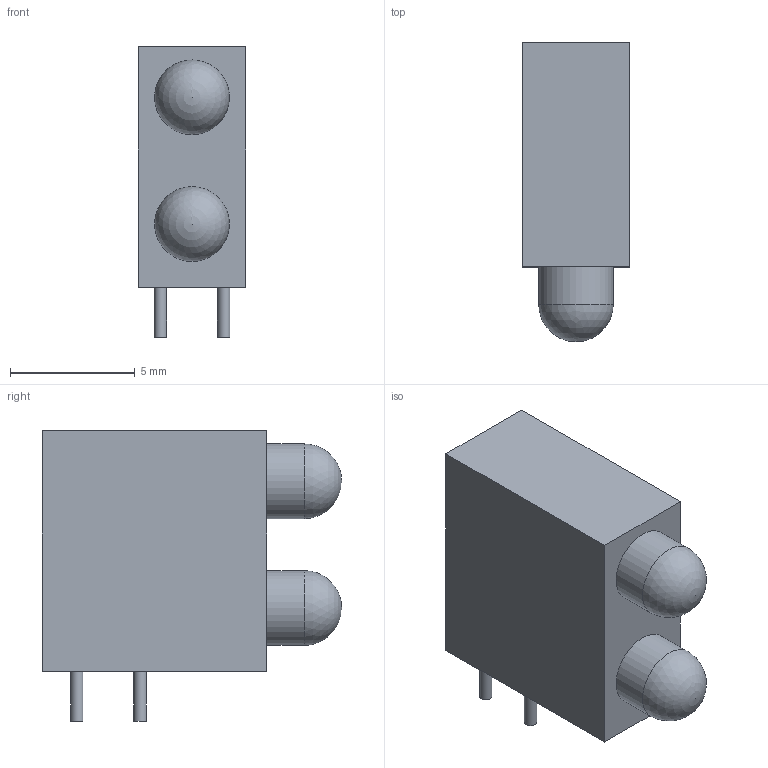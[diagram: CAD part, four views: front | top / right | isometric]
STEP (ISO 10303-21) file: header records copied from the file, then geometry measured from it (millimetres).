
FILE_DESCRIPTION(/* description */ (''),/* implementation_level */ '2;1');
FILE_NAME(/* name */ '',/* time_stamp */ '2025-04-20T21:13:48+08:00',/* author */ (''),/* organization */ (''),/* preprocessor_version */ 'ST-DEVELOPER v20.1',/* originating_system */ 'Autodesk Translation Framework v14.4.0.0',/* authorisation */ '');
FILE_SCHEMA (('AUTOMOTIVE_DESIGN { 1 0 10303 214 3 1 1 }'));
Length unit declared in the file: millimetre
Products named in the file (8): 3mm双孔灯座_上翠绿下红; 塑料壳; 零部件2; 零部件3; 零部件4; 零部件5; 零部件6; 零部件7
Assembly tree (7 placements, depth 2):
  3mm双孔灯座_上翠绿下红
    塑料壳
    零部件2
    零部件3
    零部件4
    零部件5
    零部件6
    零部件7
Bounding box: 4.3 x 12 x 11.65 mm (x, y, z)
Volume: 410.4 mm3; surface area: 418.9 mm2
Topology: 7 solids, 7 shells, 24 faces, 36 edges, 24 vertices
Faces by surface type: plane 16, cylinder 6, sphere 2
Full cylindrical faces by diameter (mm): 0.5 x4, 3 x2
Entity records: 799 total; most frequent: DIRECTION 128, CARTESIAN_POINT 97, ORIENTED_EDGE 68, AXIS2_PLACEMENT_3D 55, EDGE_CURVE 34, FACE_OUTER_BOUND 24, EDGE_LOOP 24, VERTEX_POINT 24
